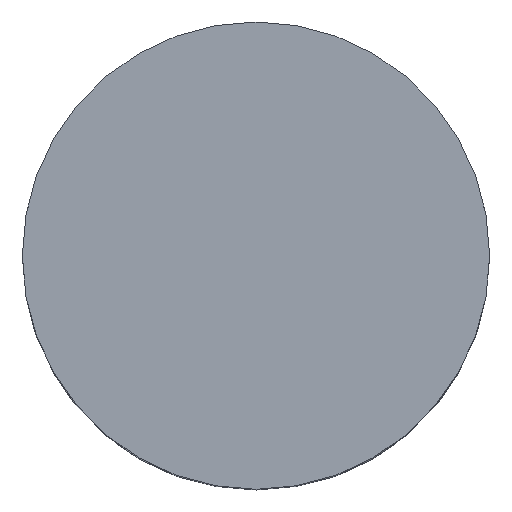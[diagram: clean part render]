
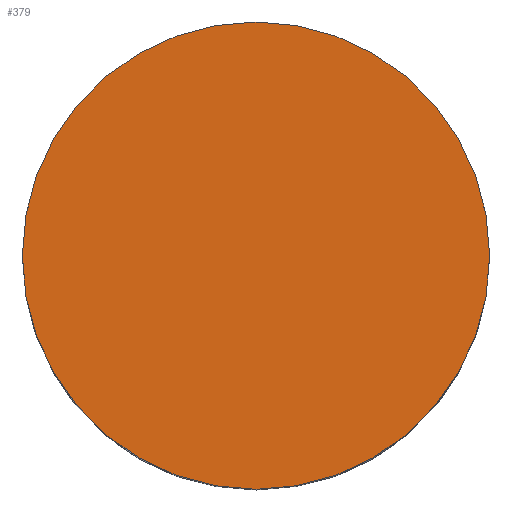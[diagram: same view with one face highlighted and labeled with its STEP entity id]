
A CAD part, top view. The second image highlights one B-rep face of the part: STEP entity #379.
In plain terms, the highlighted planar face has unit normal (0, 0, 1).
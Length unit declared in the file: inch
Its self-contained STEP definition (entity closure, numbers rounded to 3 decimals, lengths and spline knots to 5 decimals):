
#41 = AXIS2_PLACEMENT_3D ( 'NONE', #518, #206, #317 ) ;
#47 = PLANE ( 'NONE',  #41 ) ;
#122 = VERTEX_POINT ( 'NONE', #502 ) ;
#164 = FACE_OUTER_BOUND ( 'NONE', #172, .T. ) ;
#172 = EDGE_LOOP ( 'NONE', ( #228, #215 ) ) ;
#206 = DIRECTION ( 'NONE',  ( 0., 0., 1. ) ) ;
#213 = EDGE_CURVE ( 'NONE', #483, #122, #652, .T. ) ;
#215 = ORIENTED_EDGE ( 'NONE', *, *, #213, .T. ) ;
#228 = ORIENTED_EDGE ( 'NONE', *, *, #521, .T. ) ;
#250 = CARTESIAN_POINT ( 'NONE',  ( 3., 0., 5. ) ) ;
#310 = CARTESIAN_POINT ( 'NONE',  ( 0., 0., 5. ) ) ;
#317 = DIRECTION ( 'NONE',  ( 1., 0., 0. ) ) ;
#357 = AXIS2_PLACEMENT_3D ( 'NONE', #310, #569, #677 ) ;
#379 = ADVANCED_FACE ( 'NONE', ( #164 ), #47, .T. ) ;
#394 = DIRECTION ( 'NONE',  ( 0., 0., 1. ) ) ;
#483 = VERTEX_POINT ( 'NONE', #250 ) ;
#502 = CARTESIAN_POINT ( 'NONE',  ( -3., 0., 5. ) ) ;
#518 = CARTESIAN_POINT ( 'NONE',  ( 0., 0., 5. ) ) ;
#521 = EDGE_CURVE ( 'NONE', #122, #483, #535, .T. ) ;
#535 = CIRCLE ( 'NONE', #357, 3. ) ;
#567 = AXIS2_PLACEMENT_3D ( 'NONE', #608, #394, #611 ) ;
#569 = DIRECTION ( 'NONE',  ( 0., 0., 1. ) ) ;
#608 = CARTESIAN_POINT ( 'NONE',  ( 0., 0., 5. ) ) ;
#611 = DIRECTION ( 'NONE',  ( 1., 0., 0. ) ) ;
#652 = CIRCLE ( 'NONE', #567, 3. ) ;
#677 = DIRECTION ( 'NONE',  ( 1., 0., 0. ) ) ;
